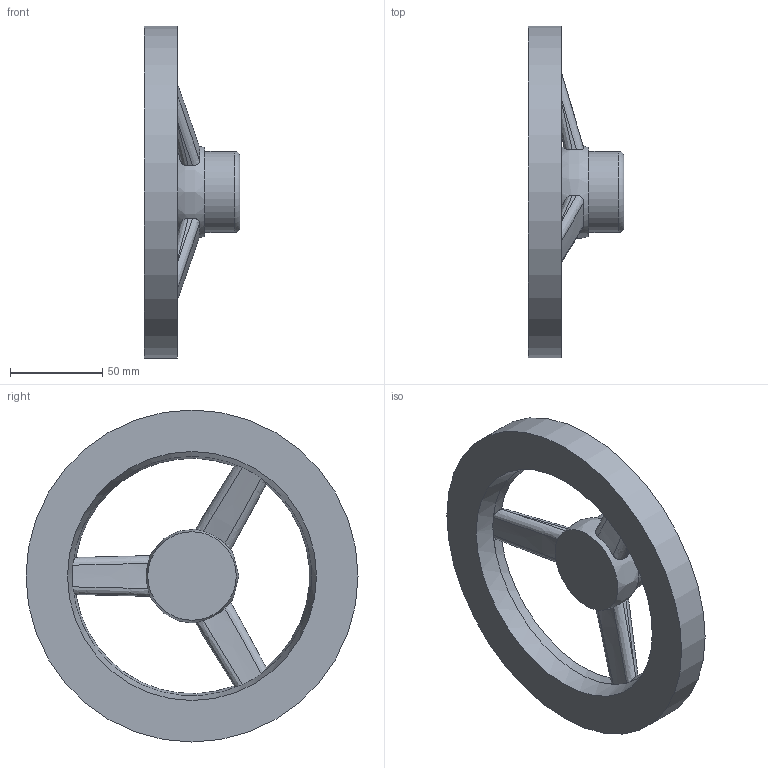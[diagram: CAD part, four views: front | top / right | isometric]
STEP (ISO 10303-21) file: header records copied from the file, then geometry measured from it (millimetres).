
FILE_DESCRIPTION(/* description */ (''),/* implementation_level */ '2;1');
FILE_NAME(/* name */ 'KBN_180',/* time_stamp */ '2012-11-23T16:03:51+08:00',/* author */ (''),/* organization */ (''),/* preprocessor_version */ 'ST-DEVELOPER v9',/* originating_system */ 'UGS - NX 4.0',/* authorisation */ '');
FILE_SCHEMA (('CONFIG_CONTROL_DESIGN'));
Length unit declared in the file: millimetre
Products named in the file (1): Admi6814xl0x
Bounding box: 52 x 180 x 180 mm (x, y, z)
Volume: 283110.8 mm3; surface area: 55257.3 mm2
Topology: 1 solids, 1 shells, 41 faces, 110 edges, 71 vertices
Faces by surface type: cone 13, bspline 13, plane 11, torus 2, cylinder 2
Full cylindrical faces by diameter (mm): 44 x1, 180 x1
Entity records: 1855 total; most frequent: CARTESIAN_POINT 936, ORIENTED_EDGE 204, DIRECTION 118, EDGE_CURVE 102, B_SPLINE_CURVE_WITH_KNOTS 72, VERTEX_POINT 69, AXIS2_PLACEMENT_3D 59, EDGE_LOOP 53
